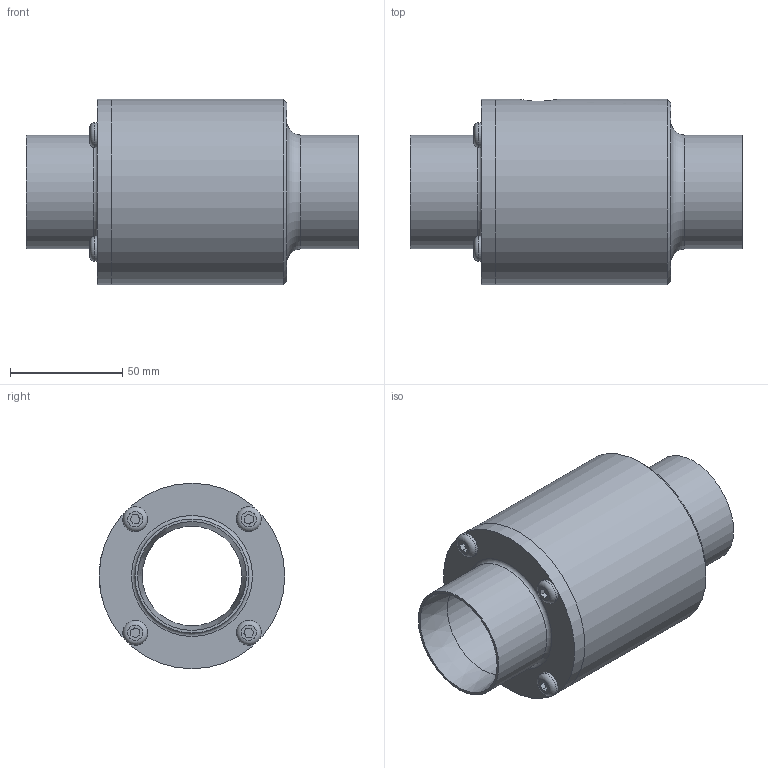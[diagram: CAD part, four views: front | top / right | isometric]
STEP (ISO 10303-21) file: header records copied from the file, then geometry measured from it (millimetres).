
FILE_DESCRIPTION(/* description */ (''),/* implementation_level */ '2;1');
FILE_NAME(/* name */ '170200-DIM.stp',/* time_stamp */ '2025-05-22T08:31:00-04:00',/* author */ ('AdamLaub'),/* organization */ (''),/* preprocessor_version */ 'ST-DEVELOPER v20',/* originating_system */ 'Autodesk Inventor 2025',/* authorisation */ '');
FILE_SCHEMA (('AUTOMOTIVE_DESIGN { 1 0 10303 214 3 1 1 }'));
Length unit declared in the file: inch
Products named in the file (4): 170200-A-DIM; 902459-DIM; 6736-DIM; Unbrako - 1/4 x 3/4
Assembly tree (6 placements, depth 2):
  170200-A-DIM
    902459-DIM
    6736-DIM
    Unbrako - 1/4 x 3/4  x4
Bounding box: 147.69 x 82.55 x 82.55 mm (x, y, z)
Volume: 345212 mm3; surface area: 71788.1 mm2
Topology: 6 solids, 6 shells, 94 faces, 224 edges, 148 vertices
Faces by surface type: plane 42, cylinder 23, cone 18, torus 11
Full cylindrical faces by diameter (mm): 4.978 x4, 6.35 x4, 7.144 x4, 11.1 x4, 17.145 x1, 44.323 x1, 44.45 x1, 50.673 x2, 82.55 x2
Entity records: 1673 total; most frequent: CARTESIAN_POINT 328, DIRECTION 277, ORIENTED_EDGE 222, AXIS2_PLACEMENT_3D 118, EDGE_CURVE 111, VERTEX_POINT 76, EDGE_LOOP 71, CIRCLE 59
